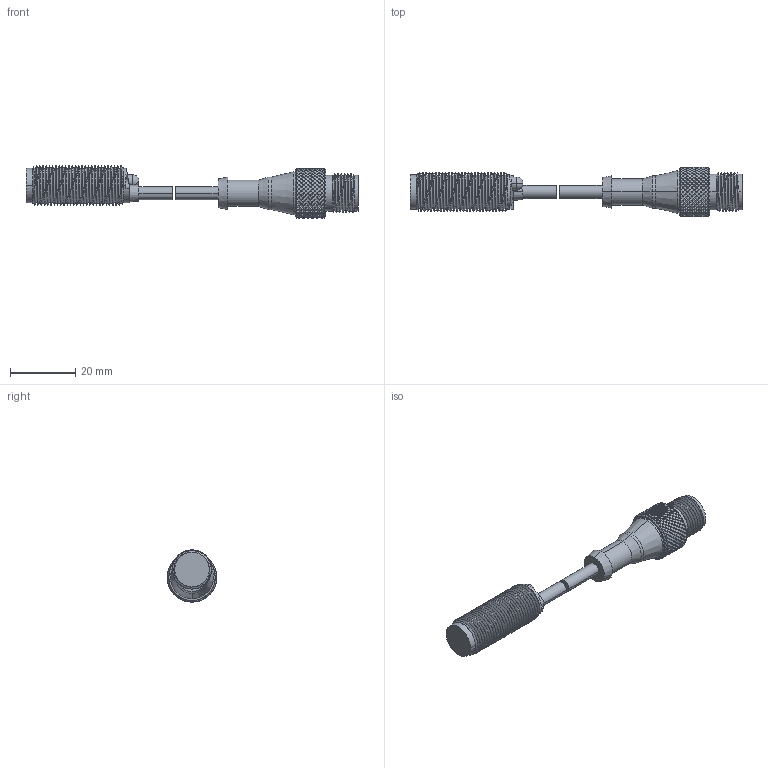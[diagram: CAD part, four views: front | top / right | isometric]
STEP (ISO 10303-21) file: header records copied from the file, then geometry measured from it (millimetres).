
FILE_DESCRIPTION((''),'2;1');
FILE_NAME('ECS1-1204X-X3SX-P12','2017-01-16T',('Administrator'),(''),'PRO/ENGINEER BY PARAMETRIC TECHNOLOGY CORPORATION, 2007170','PRO/ENGINEER BY PARAMETRIC TECHNOLOGY CORPORATION, 2007170','');
FILE_SCHEMA(('CONFIG_CONTROL_DESIGN'));
Products named in the file (1): ECS1-1204X-X3SX-P12
Bounding box: 102 x 15.2 x 16 mm (x, y, z)
Volume: 7346.6 mm3; surface area: 5421.3 mm2
Topology: 2 solids, 2 shells, 2665 faces, 5609 edges, 2953 vertices
Faces by surface type: bspline 2048, cylinder 564, plane 28, cone 21, sphere 4
Entity records: 126293 total; most frequent: CARTESIAN_POINT 85561, ORIENTED_EDGE 11212, EDGE_CURVE 5606, B_SPLINE_CURVE_WITH_KNOTS 4316, VERTEX_POINT 2953, DIRECTION 2728, EDGE_LOOP 2675, FACE_OUTER_BOUND 2665
